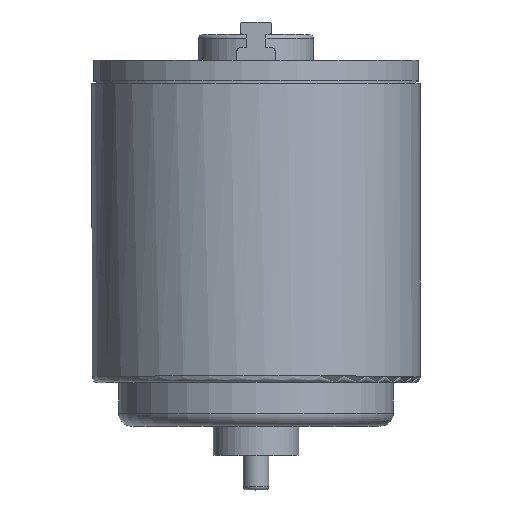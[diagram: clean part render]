
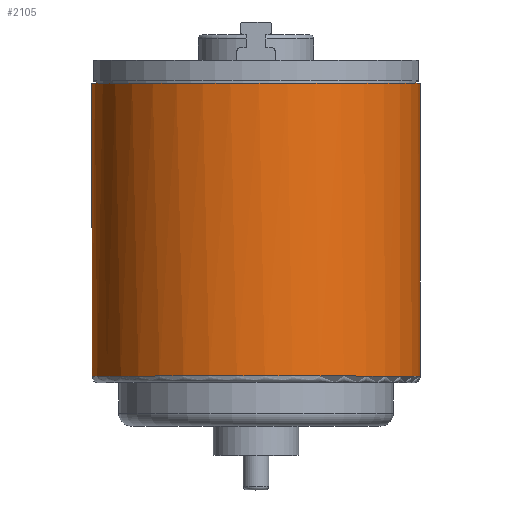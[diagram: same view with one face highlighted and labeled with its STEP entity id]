
A CAD part, top view. The second image highlights one B-rep face of the part: STEP entity #2105.
In plain terms, the highlighted cylindrical face has radius 12.85 mm (diameter 25.7 mm), a full revolution.
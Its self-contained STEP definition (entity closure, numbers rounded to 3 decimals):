
#1561=CARTESIAN_POINT('',(12.693,26.8,2.0));
#1562=VERTEX_POINT('',#1561);
#1563=CARTESIAN_POINT('',(0.0,26.8,0.0));
#1564=DIRECTION('',(0.0,-1.0,0.0));
#1565=DIRECTION('',(-1.0,0.0,0.0));
#1566=AXIS2_PLACEMENT_3D('',#1563,#1564,#1565);
#1567=CIRCLE('',#1566,12.85);
#1568=EDGE_CURVE('',#1562,#1562,#1567,.T.);
#2051=CARTESIAN_POINT('',(12.85,3.9,0.));
#2052=VERTEX_POINT('',#2051);
#2053=CARTESIAN_POINT('',(0.0,3.9,0.0));
#2054=DIRECTION('',(0.0,-1.0,0.0));
#2055=DIRECTION('',(-1.0,0.0,0.0));
#2056=AXIS2_PLACEMENT_3D('',#2053,#2054,#2055);
#2057=CIRCLE('',#2056,12.85);
#2058=EDGE_CURVE('',#2052,#2052,#2057,.T.);
#2094=CARTESIAN_POINT('',(0.0,3.4,0.0));
#2095=DIRECTION('',(0.0,1.0,0.0));
#2096=DIRECTION('',(-1.0,0.0,0.0));
#2097=AXIS2_PLACEMENT_3D('',#2094,#2095,#2096);
#2098=CYLINDRICAL_SURFACE('',#2097,12.85);
#2099=ORIENTED_EDGE('',*,*,#1568,.T.);
#2100=EDGE_LOOP('',(#2099));
#2101=FACE_OUTER_BOUND('',#2100,.T.);
#2102=ORIENTED_EDGE('',*,*,#2058,.F.);
#2103=EDGE_LOOP('',(#2102));
#2104=FACE_BOUND('',#2103,.T.);
#2105=ADVANCED_FACE('',(#2101,#2104),#2098,.T.);
